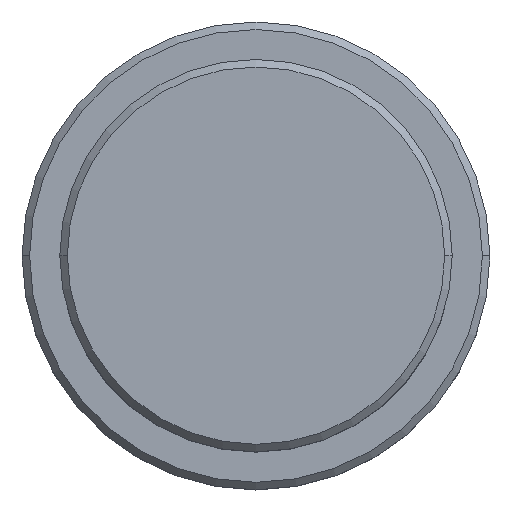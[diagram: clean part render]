
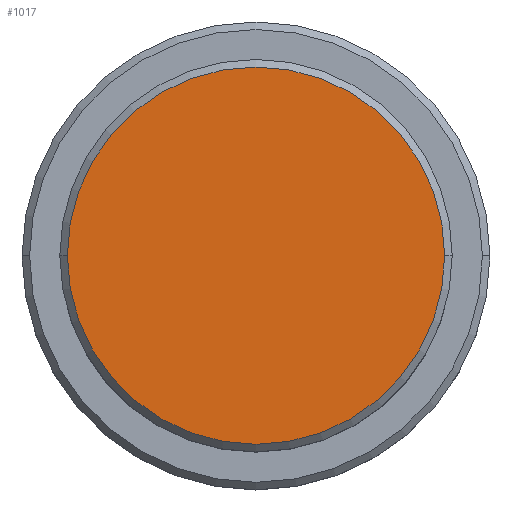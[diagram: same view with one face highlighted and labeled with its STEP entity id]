
A CAD part, top view. The second image highlights one B-rep face of the part: STEP entity #1017.
In plain terms, the highlighted planar face has unit normal (0, 0, 1).
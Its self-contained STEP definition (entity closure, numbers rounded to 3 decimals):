
#122 = AXIS2_PLACEMENT_3D ( 'NONE', #1202, #1302, #1095 ) ;
#128 = CARTESIAN_POINT ( 'NONE',  ( 0., 0., 0. ) ) ;
#334 = CIRCLE ( 'NONE', #1015, 12.5 ) ;
#433 = DIRECTION ( 'NONE',  ( 0., 0., 1. ) ) ;
#539 = CARTESIAN_POINT ( 'NONE',  ( -12.5, 0., 0. ) ) ;
#625 = DIRECTION ( 'NONE',  ( 1., 0., 0. ) ) ;
#654 = FACE_OUTER_BOUND ( 'NONE', #1289, .T. ) ;
#657 = EDGE_CURVE ( 'NONE', #1094, #1156, #334, .T. ) ;
#884 = DIRECTION ( 'NONE',  ( 1., 0., 0. ) ) ;
#889 = EDGE_CURVE ( 'NONE', #1156, #1094, #1296, .T. ) ;
#936 = DIRECTION ( 'NONE',  ( 0., 0., 1. ) ) ;
#1015 = AXIS2_PLACEMENT_3D ( 'NONE', #128, #433, #884 ) ;
#1017 = ADVANCED_FACE ( 'NONE', ( #654 ), #1090, .T. ) ;
#1090 = PLANE ( 'NONE',  #122 ) ;
#1094 = VERTEX_POINT ( 'NONE', #539 ) ;
#1095 = DIRECTION ( 'NONE',  ( 1., 0., 0. ) ) ;
#1123 = ORIENTED_EDGE ( 'NONE', *, *, #889, .T. ) ;
#1156 = VERTEX_POINT ( 'NONE', #1222 ) ;
#1202 = CARTESIAN_POINT ( 'NONE',  ( 0., 0., 0. ) ) ;
#1222 = CARTESIAN_POINT ( 'NONE',  ( 12.5, 0., 0. ) ) ;
#1271 = ORIENTED_EDGE ( 'NONE', *, *, #657, .T. ) ;
#1289 = EDGE_LOOP ( 'NONE', ( #1271, #1123 ) ) ;
#1296 = CIRCLE ( 'NONE', #1337, 12.5 ) ;
#1302 = DIRECTION ( 'NONE',  ( 0., 0., 1. ) ) ;
#1337 = AXIS2_PLACEMENT_3D ( 'NONE', #1396, #936, #625 ) ;
#1396 = CARTESIAN_POINT ( 'NONE',  ( 0., 0., 0. ) ) ;
